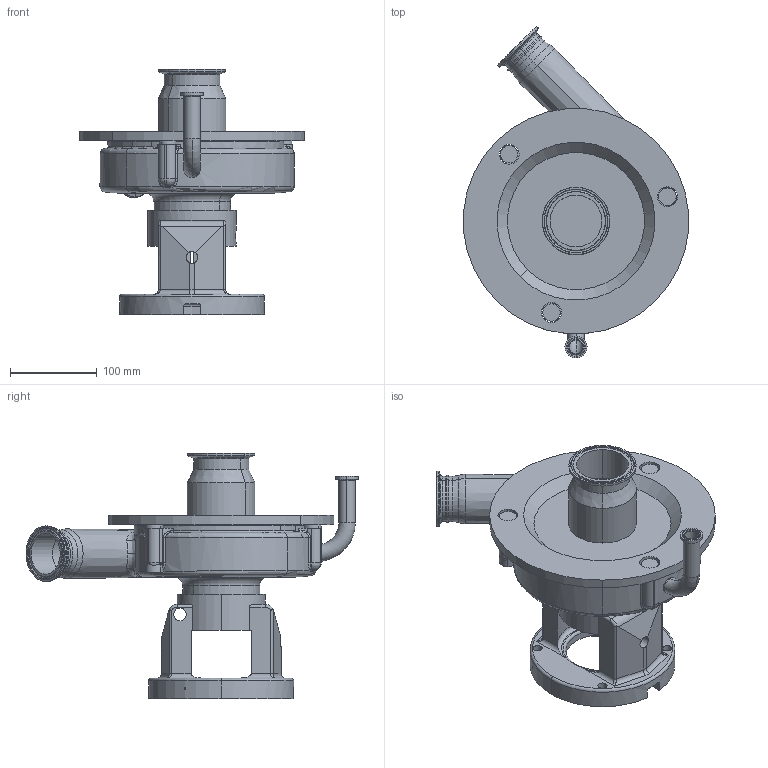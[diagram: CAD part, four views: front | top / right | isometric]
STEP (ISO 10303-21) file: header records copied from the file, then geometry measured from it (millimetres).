
FILE_DESCRIPTION (( 'STEP AP214' ), '1' );
FILE_NAME ('FPX 3531-3532 140TC 45L 3-4 In ELBOW FRONT.STEP', '2022-12-19T16:45:09', ( '' ), ( '' ), 'SwSTEP 2.0', 'SolidWorks 2021', '' );
FILE_SCHEMA (( 'AUTOMOTIVE_DESIGN' ));
Length unit declared in the file: millimetre
Products named in the file (2): FPX 353 140TC 45 LEFT 3-4 In ELBOW FRONT^1275000207.STEP; FPX 3531-3532 140TC 45L 3-4 In ELBOW FRONT
Assembly tree (1 placements, depth 2):
  FPX 3531-3532 140TC 45L 3-4 In ELBOW FRONT
    FPX 353 140TC 45 LEFT 3-4 In ELBOW FRONT^1275000207.STEP
Bounding box: 259.01 x 382.56 x 282.5 mm (x, y, z)
Volume: 3321742.1 mm3; surface area: 495461 mm2
Topology: 1 solids, 2 shells, 520 faces, 1295 edges, 778 vertices
Faces by surface type: cylinder 215, torus 110, plane 93, bspline 53, cone 37, sphere 12
Entity records: 25625 total; most frequent: CARTESIAN_POINT 13440, DIRECTION 2615, ORIENTED_EDGE 2568, EDGE_CURVE 1284, AXIS2_PLACEMENT_3D 1107, VERTEX_POINT 778, CIRCLE 636, EDGE_LOOP 562
